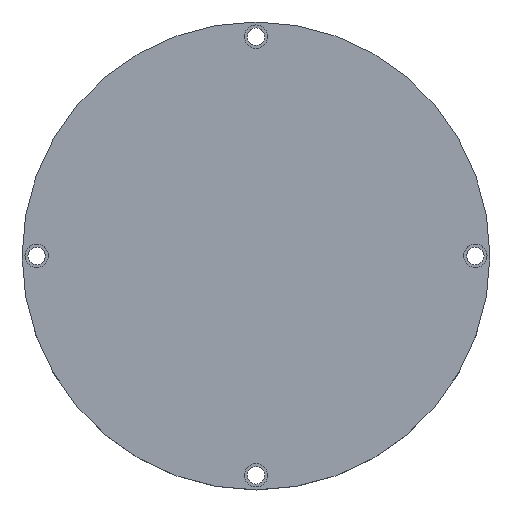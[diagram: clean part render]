
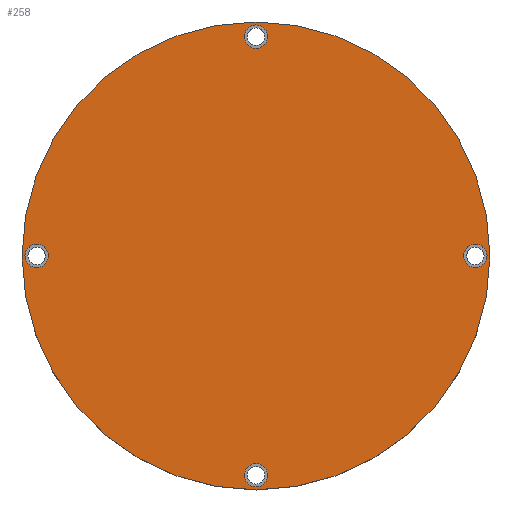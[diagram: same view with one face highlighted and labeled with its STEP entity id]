
A CAD part, top view. The second image highlights one B-rep face of the part: STEP entity #258.
In plain terms, the highlighted planar face has unit normal (0, 0, 1).
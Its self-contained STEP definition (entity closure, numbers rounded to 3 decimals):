
#24=FACE_BOUND('',#78,.T.);
#25=FACE_BOUND('',#79,.T.);
#26=FACE_BOUND('',#80,.T.);
#27=FACE_BOUND('',#81,.T.);
#34=PLANE('',#309);
#51=FACE_OUTER_BOUND('',#77,.T.);
#77=EDGE_LOOP('',(#227));
#78=EDGE_LOOP('',(#228));
#79=EDGE_LOOP('',(#229));
#80=EDGE_LOOP('',(#230));
#81=EDGE_LOOP('',(#231));
#102=CIRCLE('',#274,2.);
#105=CIRCLE('',#279,2.);
#108=CIRCLE('',#284,2.);
#111=CIRCLE('',#289,2.);
#121=CIRCLE('',#308,40.);
#122=VERTEX_POINT('',#398);
#125=VERTEX_POINT('',#407);
#128=VERTEX_POINT('',#416);
#131=VERTEX_POINT('',#425);
#141=VERTEX_POINT('',#460);
#142=EDGE_CURVE('',#122,#122,#102,.T.);
#146=EDGE_CURVE('',#125,#125,#105,.T.);
#150=EDGE_CURVE('',#128,#128,#108,.T.);
#154=EDGE_CURVE('',#131,#131,#111,.T.);
#170=EDGE_CURVE('',#141,#141,#121,.T.);
#227=ORIENTED_EDGE('',*,*,#170,.T.);
#228=ORIENTED_EDGE('',*,*,#142,.T.);
#229=ORIENTED_EDGE('',*,*,#146,.T.);
#230=ORIENTED_EDGE('',*,*,#150,.T.);
#231=ORIENTED_EDGE('',*,*,#154,.T.);
#258=ADVANCED_FACE('',(#51,#24,#25,#26,#27),#34,.T.);
#274=AXIS2_PLACEMENT_3D('',#399,#314,#315);
#279=AXIS2_PLACEMENT_3D('',#408,#325,#326);
#284=AXIS2_PLACEMENT_3D('',#417,#336,#337);
#289=AXIS2_PLACEMENT_3D('',#426,#347,#348);
#308=AXIS2_PLACEMENT_3D('',#461,#391,#392);
#309=AXIS2_PLACEMENT_3D('',#463,#394,#395);
#314=DIRECTION('center_axis',(0.,0.,-1.));
#315=DIRECTION('ref_axis',(-1.,0.,0.));
#325=DIRECTION('center_axis',(0.,0.,-1.));
#326=DIRECTION('ref_axis',(-1.,0.,0.));
#336=DIRECTION('center_axis',(0.,0.,-1.));
#337=DIRECTION('ref_axis',(-1.,0.,0.));
#347=DIRECTION('center_axis',(0.,0.,-1.));
#348=DIRECTION('ref_axis',(-1.,0.,0.));
#391=DIRECTION('center_axis',(0.,0.,1.));
#392=DIRECTION('ref_axis',(1.,0.,0.));
#394=DIRECTION('center_axis',(0.,0.,1.));
#395=DIRECTION('ref_axis',(1.,0.,0.));
#398=CARTESIAN_POINT('',(-35.5,0.,3.));
#399=CARTESIAN_POINT('Origin',(-37.5,0.,3.));
#407=CARTESIAN_POINT('',(2.,-37.5,3.));
#408=CARTESIAN_POINT('Origin',(0.,-37.5,3.));
#416=CARTESIAN_POINT('',(2.,37.5,3.));
#417=CARTESIAN_POINT('Origin',(0.,37.5,3.));
#425=CARTESIAN_POINT('',(39.5,0.,3.));
#426=CARTESIAN_POINT('Origin',(37.5,0.,3.));
#460=CARTESIAN_POINT('',(-40.,0.,3.));
#461=CARTESIAN_POINT('Origin',(0.,0.,3.));
#463=CARTESIAN_POINT('Origin',(0.,0.,3.));
